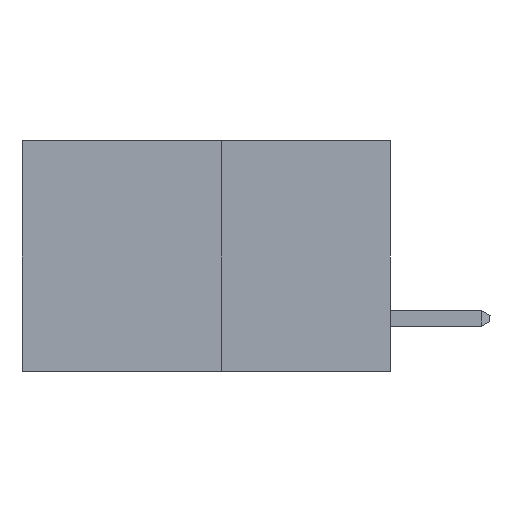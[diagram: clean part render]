
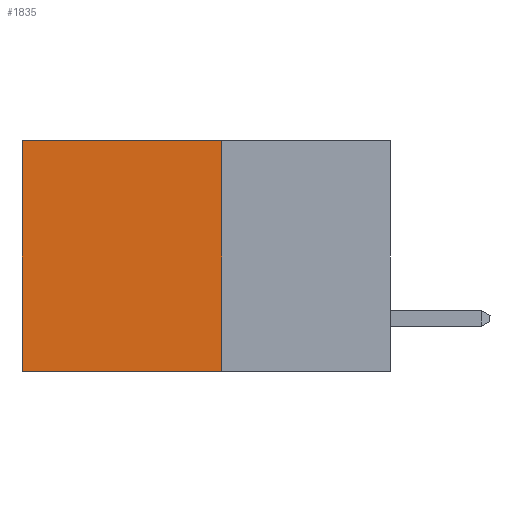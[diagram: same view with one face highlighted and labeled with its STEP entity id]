
A CAD part, left-side view. The second image highlights one B-rep face of the part: STEP entity #1835.
In plain terms, the highlighted planar face has unit normal (-1, 0, 0).
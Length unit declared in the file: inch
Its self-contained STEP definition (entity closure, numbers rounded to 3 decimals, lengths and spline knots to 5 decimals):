
#10 = DIRECTION ( 'NONE',  ( 1., 0., 0. ) ) ;
#176 = EDGE_CURVE ( 'NONE', #1144, #8314, #4916, .T. ) ;
#675 = AXIS2_PLACEMENT_3D ( 'NONE', #7474, #10, #2229 ) ;
#1144 = VERTEX_POINT ( 'NONE', #4927 ) ;
#1414 = CARTESIAN_POINT ( 'NONE',  ( 0.277, 0.59, -0.37 ) ) ;
#1425 = CARTESIAN_POINT ( 'NONE',  ( 0.277, 0.27, -0.37 ) ) ;
#1650 = ORIENTED_EDGE ( 'NONE', *, *, #10974, .F. ) ;
#1835 = ADVANCED_FACE ( 'NONE', ( #12901 ), #10558, .F. ) ;
#2229 = DIRECTION ( 'NONE',  ( 0., 0., -1. ) ) ;
#3738 = VECTOR ( 'NONE', #7612, 39.37008 ) ;
#4072 = ORIENTED_EDGE ( 'NONE', *, *, #10414, .F. ) ;
#4318 = CARTESIAN_POINT ( 'NONE',  ( 0.277, 0.27, -0.37 ) ) ;
#4783 = CARTESIAN_POINT ( 'NONE',  ( 0.277, 0.59, 0. ) ) ;
#4916 = LINE ( 'NONE', #10852, #12788 ) ;
#4927 = CARTESIAN_POINT ( 'NONE',  ( 0.277, 0.27, 0. ) ) ;
#5136 = VERTEX_POINT ( 'NONE', #12342 ) ;
#6331 = DIRECTION ( 'NONE',  ( 0., 1., 0. ) ) ;
#7116 = CARTESIAN_POINT ( 'NONE',  ( 0.277, 0.27, -0.37 ) ) ;
#7150 = LINE ( 'NONE', #1425, #12607 ) ;
#7474 = CARTESIAN_POINT ( 'NONE',  ( 0.277, 0.27, -0.37 ) ) ;
#7612 = DIRECTION ( 'NONE',  ( 0., 0., -1. ) ) ;
#7668 = DIRECTION ( 'NONE',  ( 0., 0., -1. ) ) ;
#7987 = VECTOR ( 'NONE', #6331, 39.37008 ) ;
#8314 = VERTEX_POINT ( 'NONE', #4783 ) ;
#8572 = LINE ( 'NONE', #1414, #3738 ) ;
#10071 = EDGE_LOOP ( 'NONE', ( #11935, #1650, #4072, #12562 ) ) ;
#10414 = EDGE_CURVE ( 'NONE', #1144, #11578, #7150, .T. ) ;
#10558 = PLANE ( 'NONE',  #675 ) ;
#10648 = DIRECTION ( 'NONE',  ( 0., 1., 0. ) ) ;
#10852 = CARTESIAN_POINT ( 'NONE',  ( 0.277, 0.27, 0. ) ) ;
#10974 = EDGE_CURVE ( 'NONE', #11578, #5136, #13349, .T. ) ;
#11578 = VERTEX_POINT ( 'NONE', #7116 ) ;
#11935 = ORIENTED_EDGE ( 'NONE', *, *, #13149, .T. ) ;
#12342 = CARTESIAN_POINT ( 'NONE',  ( 0.277, 0.59, -0.37 ) ) ;
#12562 = ORIENTED_EDGE ( 'NONE', *, *, #176, .T. ) ;
#12607 = VECTOR ( 'NONE', #7668, 39.37008 ) ;
#12788 = VECTOR ( 'NONE', #10648, 39.37008 ) ;
#12901 = FACE_OUTER_BOUND ( 'NONE', #10071, .T. ) ;
#13149 = EDGE_CURVE ( 'NONE', #8314, #5136, #8572, .T. ) ;
#13349 = LINE ( 'NONE', #4318, #7987 ) ;
